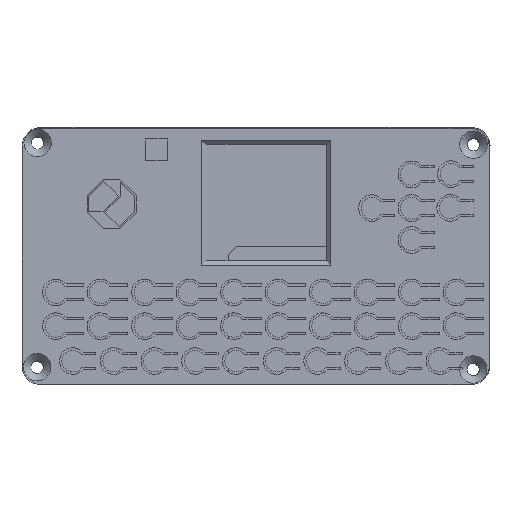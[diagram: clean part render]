
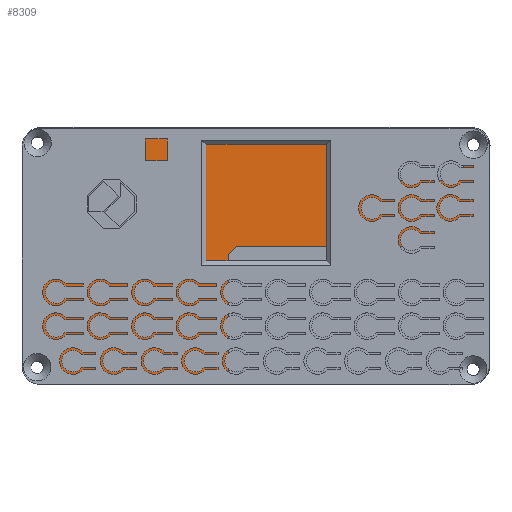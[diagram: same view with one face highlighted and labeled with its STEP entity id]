
A CAD part, top view. The second image highlights one B-rep face of the part: STEP entity #8309.
In plain terms, the highlighted planar face has unit normal (0, 0, 1).
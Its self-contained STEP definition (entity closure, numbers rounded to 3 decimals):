
#37=FACE_BOUND('',#905,.T.);
#38=FACE_BOUND('',#906,.T.);
#39=FACE_BOUND('',#907,.T.);
#40=FACE_BOUND('',#908,.T.);
#157=PLANE('',#8779);
#479=FACE_OUTER_BOUND('',#904,.T.);
#904=EDGE_LOOP('',(#5881,#5882,#5883,#5884,#5885,#5886,#5887,#5888,#5889,
#5890,#5891,#5892));
#905=EDGE_LOOP('',(#5893,#5894,#5895,#5896,#5897,#5898));
#906=EDGE_LOOP('',(#5899));
#907=EDGE_LOOP('',(#5900));
#908=EDGE_LOOP('',(#5901));
#1457=LINE('',#11825,#2483);
#1461=LINE('',#11834,#2487);
#1463=LINE('',#11837,#2489);
#1476=LINE('',#11879,#2502);
#1477=LINE('',#11883,#2503);
#1478=LINE('',#11887,#2504);
#1479=LINE('',#11891,#2505);
#1480=LINE('',#11894,#2506);
#1481=LINE('',#11897,#2507);
#1482=LINE('',#11901,#2508);
#1483=LINE('',#11903,#2509);
#1484=LINE('',#11905,#2510);
#1485=LINE('',#11906,#2511);
#2483=VECTOR('',#9508,10.);
#2487=VECTOR('',#9514,10.);
#2489=VECTOR('',#9518,10.);
#2502=VECTOR('',#9555,10.);
#2503=VECTOR('',#9558,10.);
#2504=VECTOR('',#9561,10.);
#2505=VECTOR('',#9564,10.);
#2506=VECTOR('',#9567,10.);
#2507=VECTOR('',#9568,10.);
#2508=VECTOR('',#9571,10.);
#2509=VECTOR('',#9572,10.);
#2510=VECTOR('',#9573,10.);
#2511=VECTOR('',#9574,10.);
#3459=CIRCLE('',#8780,3.3);
#3460=CIRCLE('',#8781,3.3);
#3461=CIRCLE('',#8782,3.3);
#3462=CIRCLE('',#8783,3.3);
#3463=CIRCLE('',#8784,3.5);
#3464=CIRCLE('',#8785,1.5);
#3465=CIRCLE('',#8786,1.5);
#3466=CIRCLE('',#8787,1.5);
#3668=VERTEX_POINT('',#11720);
#3703=VERTEX_POINT('',#11823);
#3706=VERTEX_POINT('',#11831);
#3707=VERTEX_POINT('',#11833);
#3724=VERTEX_POINT('',#11878);
#3725=VERTEX_POINT('',#11880);
#3726=VERTEX_POINT('',#11882);
#3727=VERTEX_POINT('',#11884);
#3728=VERTEX_POINT('',#11886);
#3729=VERTEX_POINT('',#11888);
#3730=VERTEX_POINT('',#11890);
#3731=VERTEX_POINT('',#11892);
#3732=VERTEX_POINT('',#11895);
#3733=VERTEX_POINT('',#11896);
#3734=VERTEX_POINT('',#11898);
#3735=VERTEX_POINT('',#11900);
#3736=VERTEX_POINT('',#11902);
#3737=VERTEX_POINT('',#11904);
#3738=VERTEX_POINT('',#11907);
#3739=VERTEX_POINT('',#11909);
#3740=VERTEX_POINT('',#11911);
#4547=EDGE_CURVE('',#3668,#3703,#1457,.T.);
#4551=EDGE_CURVE('',#3707,#3706,#1461,.T.);
#4553=EDGE_CURVE('',#3703,#3707,#1463,.T.);
#4574=EDGE_CURVE('',#3724,#3706,#1476,.T.);
#4575=EDGE_CURVE('',#3725,#3724,#3459,.T.);
#4576=EDGE_CURVE('',#3726,#3725,#1477,.T.);
#4577=EDGE_CURVE('',#3727,#3726,#3460,.T.);
#4578=EDGE_CURVE('',#3728,#3727,#1478,.T.);
#4579=EDGE_CURVE('',#3729,#3728,#3461,.T.);
#4580=EDGE_CURVE('',#3730,#3729,#1479,.T.);
#4581=EDGE_CURVE('',#3731,#3730,#3462,.T.);
#4582=EDGE_CURVE('',#3668,#3731,#1480,.T.);
#4583=EDGE_CURVE('',#3732,#3733,#1481,.T.);
#4584=EDGE_CURVE('',#3733,#3734,#3463,.T.);
#4585=EDGE_CURVE('',#3734,#3735,#1482,.T.);
#4586=EDGE_CURVE('',#3735,#3736,#1483,.T.);
#4587=EDGE_CURVE('',#3736,#3737,#1484,.T.);
#4588=EDGE_CURVE('',#3737,#3732,#1485,.T.);
#4589=EDGE_CURVE('',#3738,#3738,#3464,.T.);
#4590=EDGE_CURVE('',#3739,#3739,#3465,.T.);
#4591=EDGE_CURVE('',#3740,#3740,#3466,.T.);
#5881=ORIENTED_EDGE('',*,*,#4547,.T.);
#5882=ORIENTED_EDGE('',*,*,#4553,.T.);
#5883=ORIENTED_EDGE('',*,*,#4551,.T.);
#5884=ORIENTED_EDGE('',*,*,#4574,.F.);
#5885=ORIENTED_EDGE('',*,*,#4575,.F.);
#5886=ORIENTED_EDGE('',*,*,#4576,.F.);
#5887=ORIENTED_EDGE('',*,*,#4577,.F.);
#5888=ORIENTED_EDGE('',*,*,#4578,.F.);
#5889=ORIENTED_EDGE('',*,*,#4579,.F.);
#5890=ORIENTED_EDGE('',*,*,#4580,.F.);
#5891=ORIENTED_EDGE('',*,*,#4581,.F.);
#5892=ORIENTED_EDGE('',*,*,#4582,.F.);
#5893=ORIENTED_EDGE('',*,*,#4583,.T.);
#5894=ORIENTED_EDGE('',*,*,#4584,.T.);
#5895=ORIENTED_EDGE('',*,*,#4585,.T.);
#5896=ORIENTED_EDGE('',*,*,#4586,.T.);
#5897=ORIENTED_EDGE('',*,*,#4587,.T.);
#5898=ORIENTED_EDGE('',*,*,#4588,.T.);
#5899=ORIENTED_EDGE('',*,*,#4589,.T.);
#5900=ORIENTED_EDGE('',*,*,#4590,.T.);
#5901=ORIENTED_EDGE('',*,*,#4591,.T.);
#8309=ADVANCED_FACE('',(#479,#37,#38,#39,#40),#157,.T.);
#8779=AXIS2_PLACEMENT_3D('',#11877,#9553,#9554);
#8780=AXIS2_PLACEMENT_3D('',#11881,#9556,#9557);
#8781=AXIS2_PLACEMENT_3D('',#11885,#9559,#9560);
#8782=AXIS2_PLACEMENT_3D('',#11889,#9562,#9563);
#8783=AXIS2_PLACEMENT_3D('',#11893,#9565,#9566);
#8784=AXIS2_PLACEMENT_3D('',#11899,#9569,#9570);
#8785=AXIS2_PLACEMENT_3D('',#11908,#9575,#9576);
#8786=AXIS2_PLACEMENT_3D('',#11910,#9577,#9578);
#8787=AXIS2_PLACEMENT_3D('',#11912,#9579,#9580);
#9508=DIRECTION('',(0.,-1.,0.));
#9514=DIRECTION('',(0.,1.,0.));
#9518=DIRECTION('',(-1.,0.,0.));
#9553=DIRECTION('center_axis',(0.,0.,1.));
#9554=DIRECTION('ref_axis',(1.,0.,0.));
#9555=DIRECTION('',(1.,0.,0.));
#9556=DIRECTION('center_axis',(0.,0.,-1.));
#9557=DIRECTION('ref_axis',(0.,1.,0.));
#9558=DIRECTION('',(0.,1.,0.));
#9559=DIRECTION('center_axis',(0.,0.,-1.));
#9560=DIRECTION('ref_axis',(-1.,0.,0.));
#9561=DIRECTION('',(-1.,0.,0.));
#9562=DIRECTION('center_axis',(0.,0.,-1.));
#9563=DIRECTION('ref_axis',(0.,-1.,0.));
#9564=DIRECTION('',(0.,-1.,0.));
#9565=DIRECTION('center_axis',(0.,0.,-1.));
#9566=DIRECTION('ref_axis',(1.,0.,0.));
#9567=DIRECTION('',(1.,0.,0.));
#9568=DIRECTION('',(0.,-1.,0.));
#9569=DIRECTION('center_axis',(0.,0.,-1.));
#9570=DIRECTION('ref_axis',(1.,0.,0.));
#9571=DIRECTION('',(-1.,0.,0.));
#9572=DIRECTION('',(0.,1.,0.));
#9573=DIRECTION('',(0.707,0.707,0.));
#9574=DIRECTION('',(1.,0.,0.));
#9575=DIRECTION('center_axis',(0.,0.,-1.));
#9576=DIRECTION('ref_axis',(1.,0.,0.));
#9577=DIRECTION('center_axis',(0.,0.,-1.));
#9578=DIRECTION('ref_axis',(1.,0.,0.));
#9579=DIRECTION('center_axis',(0.,0.,-1.));
#9580=DIRECTION('ref_axis',(1.,0.,0.));
#11720=CARTESIAN_POINT('',(127.287,102.644,-5.25));
#11823=CARTESIAN_POINT('',(127.287,91.144,-5.25));
#11825=CARTESIAN_POINT('',(127.287,88.494,-5.25));
#11831=CARTESIAN_POINT('',(99.587,102.644,-5.25));
#11833=CARTESIAN_POINT('',(99.587,91.144,-5.25));
#11834=CARTESIAN_POINT('',(99.587,82.244,-5.25));
#11837=CARTESIAN_POINT('',(102.787,91.144,-5.25));
#11877=CARTESIAN_POINT('Origin',(78.287,73.344,-5.25));
#11878=CARTESIAN_POINT('',(27.287,102.644,-5.25));
#11879=CARTESIAN_POINT('',(52.787,102.644,-5.25));
#11880=CARTESIAN_POINT('',(23.987,99.344,-5.25));
#11881=CARTESIAN_POINT('Origin',(27.287,99.344,-5.25));
#11882=CARTESIAN_POINT('',(23.987,47.344,-5.25));
#11883=CARTESIAN_POINT('',(23.987,60.344,-5.25));
#11884=CARTESIAN_POINT('',(27.287,44.044,-5.25));
#11885=CARTESIAN_POINT('Origin',(27.287,47.344,-5.25));
#11886=CARTESIAN_POINT('',(129.287,44.044,-5.25));
#11887=CARTESIAN_POINT('',(103.787,44.044,-5.25));
#11888=CARTESIAN_POINT('',(132.587,47.344,-5.25));
#11889=CARTESIAN_POINT('Origin',(129.287,47.344,-5.25));
#11890=CARTESIAN_POINT('',(132.587,99.344,-5.25));
#11891=CARTESIAN_POINT('',(132.587,86.344,-5.25));
#11892=CARTESIAN_POINT('',(129.287,102.644,-5.25));
#11893=CARTESIAN_POINT('Origin',(129.287,99.344,-5.25));
#11894=CARTESIAN_POINT('',(52.787,102.644,-5.25));
#11895=CARTESIAN_POINT('',(132.074,75.544,-5.25));
#11896=CARTESIAN_POINT('',(132.074,48.044,-5.25));
#11897=CARTESIAN_POINT('',(132.074,74.444,-5.25));
#11898=CARTESIAN_POINT('',(128.574,44.544,-5.25));
#11899=CARTESIAN_POINT('Origin',(128.574,48.044,-5.25));
#11900=CARTESIAN_POINT('',(71.574,44.544,-5.25));
#11901=CARTESIAN_POINT('',(103.431,44.544,-5.25));
#11902=CARTESIAN_POINT('',(71.574,73.544,-5.25));
#11903=CARTESIAN_POINT('',(71.574,58.944,-5.25));
#11904=CARTESIAN_POINT('',(73.574,75.544,-5.25));
#11905=CARTESIAN_POINT('',(73.202,75.173,-5.25));
#11906=CARTESIAN_POINT('',(75.931,75.544,-5.25));
#11907=CARTESIAN_POINT('',(128.083,99.475,-5.25));
#11908=CARTESIAN_POINT('Origin',(129.583,99.475,-5.25));
#11909=CARTESIAN_POINT('',(24.9,99.9,-5.25));
#11910=CARTESIAN_POINT('Origin',(26.4,99.9,-5.25));
#11911=CARTESIAN_POINT('',(24.8,46.8,-5.25));
#11912=CARTESIAN_POINT('Origin',(26.3,46.8,-5.25));
